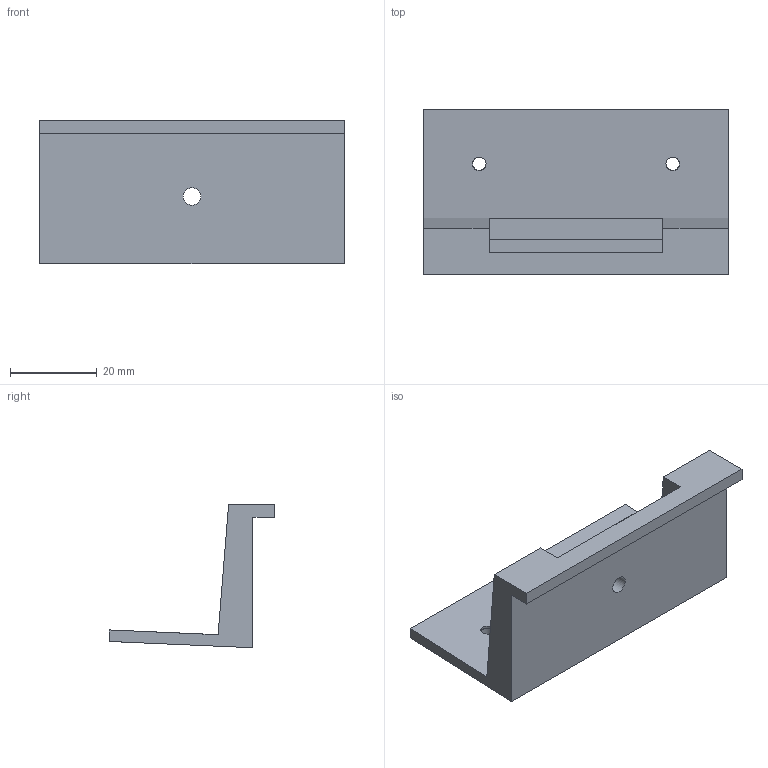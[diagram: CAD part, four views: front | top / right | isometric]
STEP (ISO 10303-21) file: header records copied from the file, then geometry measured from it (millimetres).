
FILE_DESCRIPTION(/* description */ (''),/* implementation_level */ '2;1');
FILE_NAME(/* name */ 'L camera mount v6.step',/* time_stamp */ '2025-12-12T12:50:30Z',/* author */ (''),/* organization */ (''),/* preprocessor_version */ 'ST-DEVELOPER v20.1',/* originating_system */ 'Autodesk Translation Framework v14.17.0.0',/* authorisation */ '');
FILE_SCHEMA (('AUTOMOTIVE_DESIGN { 1 0 10303 214 3 1 1 }'));
Length unit declared in the file: millimetre
Products named in the file (1): L camera mount
Bounding box: 70 x 38 x 33 mm (x, y, z)
Volume: 16546.3 mm3; surface area: 10744.8 mm2
Topology: 1 solids, 1 shells, 28 faces, 74 edges, 46 vertices
Faces by surface type: plane 22, cylinder 6
Full cylindrical faces by diameter (mm): 3.1 x4, 4 x1
Entity records: 921 total; most frequent: CARTESIAN_POINT 165, DIRECTION 152, ORIENTED_EDGE 148, EDGE_CURVE 74, AXIS2_PLACEMENT_3D 51, LINE 50, VECTOR 50, VERTEX_POINT 46
